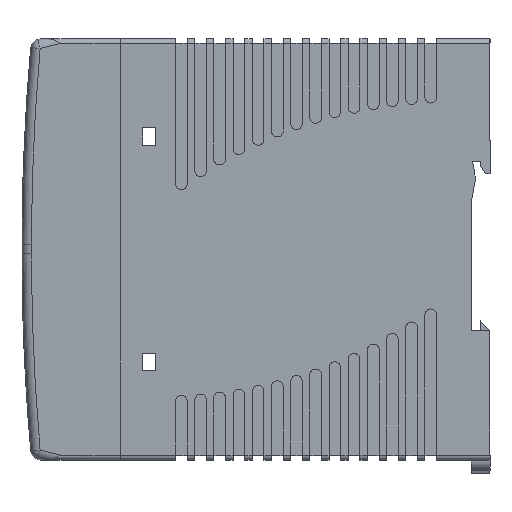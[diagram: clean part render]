
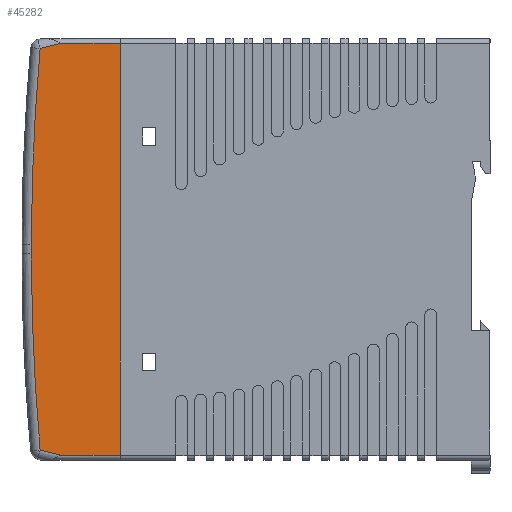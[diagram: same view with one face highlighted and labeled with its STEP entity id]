
A CAD part, top view. The second image highlights one B-rep face of the part: STEP entity #45282.
In plain terms, the highlighted face is planar.
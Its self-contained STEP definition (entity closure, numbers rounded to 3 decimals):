
#44596=CARTESIAN_POINT('',(-50.339,-70.214,0.0));
#44597=VERTEX_POINT('',#44596);
#44605=CARTESIAN_POINT('',(-37.585,-70.214,0.0));
#44606=VERTEX_POINT('',#44605);
#44607=CARTESIAN_POINT('',(-50.339,-70.214,0.0));
#44608=DIRECTION('',(1.0,0.0,0.0));
#44609=VECTOR('',#44608,12.754);
#44610=LINE('',#44607,#44609);
#44611=EDGE_CURVE('',#44597,#44606,#44610,.T.);
#44633=CARTESIAN_POINT('',(-33.203,-69.118,0.0));
#44634=VERTEX_POINT('',#44633);
#44745=CARTESIAN_POINT('',(-33.203,16.69,0.0));
#44746=VERTEX_POINT('',#44745);
#44915=CARTESIAN_POINT('',(-31.339,-25.214,0.0));
#44916=VERTEX_POINT('',#44915);
#44924=CARTESIAN_POINT('',(-503.401,-25.214,0.0));
#44925=DIRECTION('',(0.0,0.0,1.));
#44926=DIRECTION('',(0.999,0.046,0.0));
#44927=AXIS2_PLACEMENT_3D('',#44924,#44925,#44926);
#44928=CIRCLE('',#44927,472.063);
#44929=EDGE_CURVE('',#44916,#44746,#44928,.T.);
#44950=CARTESIAN_POINT('',(-37.585,17.786,0.));
#44951=VERTEX_POINT('',#44950);
#44952=CARTESIAN_POINT('',(-33.203,16.69,0.0));
#44953=DIRECTION('',(-0.97,0.243,0.));
#44954=VECTOR('',#44953,4.518);
#44955=LINE('',#44952,#44954);
#44956=EDGE_CURVE('',#44746,#44951,#44955,.T.);
#45004=CARTESIAN_POINT('',(-31.339,-27.214,0.0));
#45005=VERTEX_POINT('',#45004);
#45013=CARTESIAN_POINT('',(-31.339,-27.214,0.0));
#45014=DIRECTION('',(0.,1.0,0.0));
#45015=VECTOR('',#45014,2.);
#45016=LINE('',#45013,#45015);
#45017=EDGE_CURVE('',#45005,#44916,#45016,.T.);
#45034=CARTESIAN_POINT('',(-50.339,17.786,0.0));
#45035=VERTEX_POINT('',#45034);
#45052=CARTESIAN_POINT('',(-37.585,17.786,0.));
#45053=DIRECTION('',(-1.0,0.0,0.0));
#45054=VECTOR('',#45053,12.754);
#45055=LINE('',#45052,#45054);
#45056=EDGE_CURVE('',#44951,#45035,#45055,.T.);
#45121=CARTESIAN_POINT('',(-503.401,-27.214,0.0));
#45122=DIRECTION('',(0.0,0.0,1.));
#45123=DIRECTION('',(0.999,-0.046,0.0));
#45124=AXIS2_PLACEMENT_3D('',#45121,#45122,#45123);
#45125=CIRCLE('',#45124,472.062);
#45126=EDGE_CURVE('',#44634,#45005,#45125,.T.);
#45136=CARTESIAN_POINT('',(-37.585,-70.214,0.0));
#45137=DIRECTION('',(0.97,0.243,0.0));
#45138=VECTOR('',#45137,4.518);
#45139=LINE('',#45136,#45138);
#45140=EDGE_CURVE('',#44606,#44634,#45139,.T.);
#45262=CARTESIAN_POINT('',(-40.333,-26.214,0.0));
#45263=DIRECTION('',(0.0,0.0,1.0));
#45264=DIRECTION('',(1.0,0.0,0.0));
#45265=AXIS2_PLACEMENT_3D('',#45262,#45263,#45264);
#45266=PLANE('',#45265);
#45267=ORIENTED_EDGE('',*,*,#45056,.F.);
#45268=ORIENTED_EDGE('',*,*,#44956,.F.);
#45269=ORIENTED_EDGE('',*,*,#44929,.F.);
#45270=ORIENTED_EDGE('',*,*,#45017,.F.);
#45271=ORIENTED_EDGE('',*,*,#45126,.F.);
#45272=ORIENTED_EDGE('',*,*,#45140,.F.);
#45273=ORIENTED_EDGE('',*,*,#44611,.F.);
#45274=CARTESIAN_POINT('',(-50.339,17.786,0.0));
#45275=DIRECTION('',(0.0,-1.0,0.0));
#45276=VECTOR('',#45275,88.0);
#45277=LINE('',#45274,#45276);
#45278=EDGE_CURVE('',#45035,#44597,#45277,.T.);
#45279=ORIENTED_EDGE('',*,*,#45278,.F.);
#45280=EDGE_LOOP('',(#45267,#45268,#45269,#45270,#45271,#45272,#45273,#45279));
#45281=FACE_OUTER_BOUND('',#45280,.T.);
#45282=ADVANCED_FACE('',(#45281),#45266,.F.);
